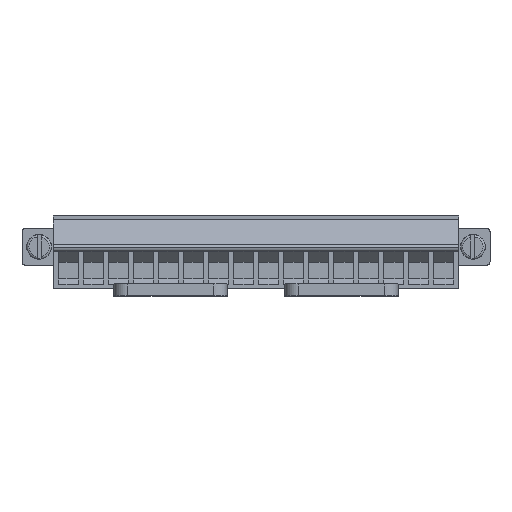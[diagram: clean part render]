
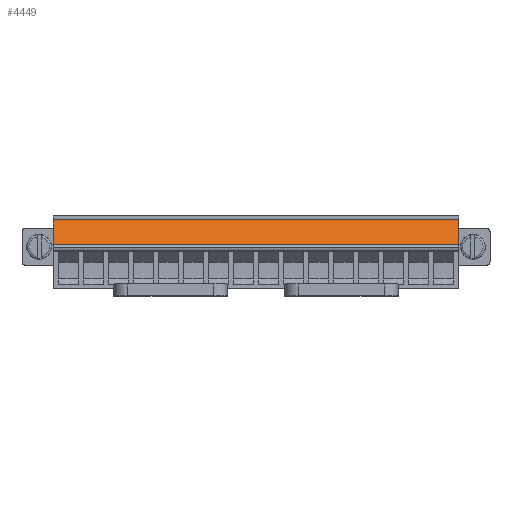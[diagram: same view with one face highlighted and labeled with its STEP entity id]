
A CAD part, top view. The second image highlights one B-rep face of the part: STEP entity #4449.
In plain terms, the highlighted planar face has unit normal (0, 0.359, 0.933).
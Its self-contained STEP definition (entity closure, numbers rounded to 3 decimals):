
#4436=AXIS2_PLACEMENT_3D('Plane Axis2P3D',#4433,#4434,#4435) ;
#4244=CARTESIAN_POINT('Vertex',(4.8,7.83,14.85)) ;
#4247=CARTESIAN_POINT('Line Origine',(4.8,9.715,14.125)) ;
#4251=CARTESIAN_POINT('Vertex',(4.8,11.6,13.4)) ;
#4338=CARTESIAN_POINT('Vertex',(66.55,11.6,13.4)) ;
#4341=CARTESIAN_POINT('Line Origine',(66.55,9.715,14.125)) ;
#4345=CARTESIAN_POINT('Vertex',(66.55,7.83,14.85)) ;
#4421=CARTESIAN_POINT('Line Origine',(35.675,11.6,13.4)) ;
#4433=CARTESIAN_POINT('Axis2P3D Location',(4.8,7.83,14.85)) ;
#4438=CARTESIAN_POINT('Line Origine',(35.675,7.83,14.85)) ;
#4248=DIRECTION('Vector Direction',(0.,0.933,-0.359)) ;
#4342=DIRECTION('Vector Direction',(0.,0.933,-0.359)) ;
#4422=DIRECTION('Vector Direction',(1.,0.,0.)) ;
#4434=DIRECTION('Axis2P3D Direction',(0.,-0.359,-0.933)) ;
#4435=DIRECTION('Axis2P3D XDirection',(0.,0.933,-0.359)) ;
#4439=DIRECTION('Vector Direction',(1.,0.,0.)) ;
#4249=VECTOR('Line Direction',#4248,1.) ;
#4343=VECTOR('Line Direction',#4342,1.) ;
#4423=VECTOR('Line Direction',#4422,1.) ;
#4440=VECTOR('Line Direction',#4439,1.) ;
#4444=ORIENTED_EDGE('',*,*,#4347,.T.) ;
#4445=ORIENTED_EDGE('',*,*,#4425,.F.) ;
#4446=ORIENTED_EDGE('',*,*,#4253,.T.) ;
#4447=ORIENTED_EDGE('',*,*,#4442,.T.) ;
#4449=ADVANCED_FACE('HOUSING',(#4448),#4437,.F.) ;
#4253=EDGE_CURVE('',#4252,#4245,#4250,.F.) ;
#4347=EDGE_CURVE('',#4346,#4339,#4344,.T.) ;
#4425=EDGE_CURVE('',#4252,#4339,#4424,.T.) ;
#4442=EDGE_CURVE('',#4245,#4346,#4441,.T.) ;
#4443=EDGE_LOOP('',(#4444,#4445,#4446,#4447)) ;
#4448=FACE_OUTER_BOUND('',#4443,.T.) ;
#4250=LINE('Line',#4247,#4249) ;
#4344=LINE('Line',#4341,#4343) ;
#4424=LINE('Line',#4421,#4423) ;
#4441=LINE('Line',#4438,#4440) ;
#4437=PLANE('',#4436) ;
#4245=VERTEX_POINT('',#4244) ;
#4252=VERTEX_POINT('',#4251) ;
#4339=VERTEX_POINT('',#4338) ;
#4346=VERTEX_POINT('',#4345) ;
